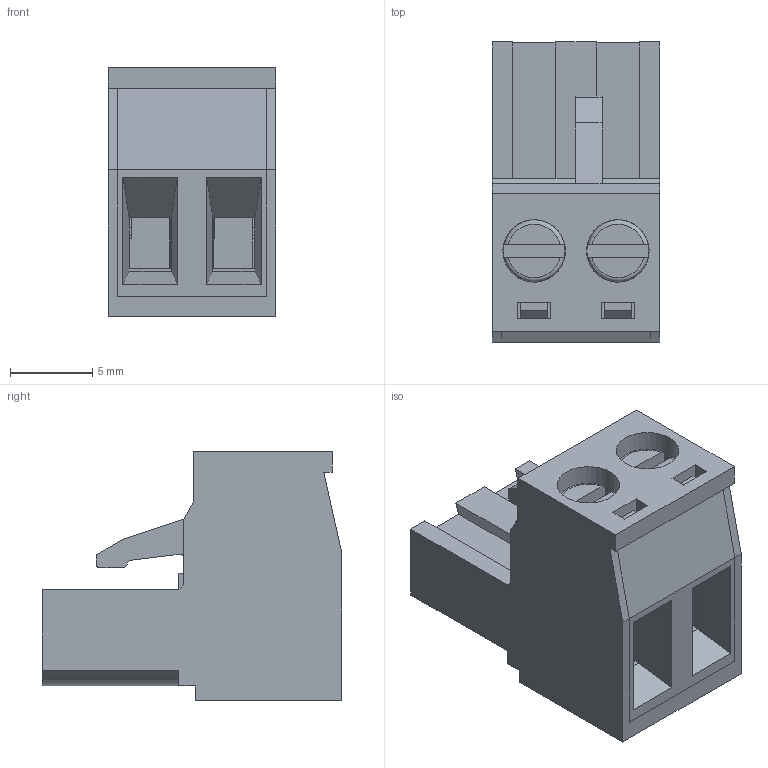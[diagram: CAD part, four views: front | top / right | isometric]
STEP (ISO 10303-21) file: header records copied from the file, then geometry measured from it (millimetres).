
FILE_DESCRIPTION( ( 'Unknown' ), '1' );
FILE_NAME( '691351500002.stp', 'Unknown', ( 'Unknown' ), ( 'Unknown' ), 'PSStep 14.0', 'Unknown', ' ' );
FILE_SCHEMA( ( 'AUTOMOTIVE_DESIGN { 1 0 10303 214 1 1 1 1 }' ) );
Length unit declared in the file: millimetre
Products named in the file (6): Assem1; 691340500002; 6913405000xx_CAGE; 6913405000xx_PIN; 6913405000xx_VISSE; 691340500002_CAPOT
Assembly tree (8 placements, depth 2):
  Assem1
    691340500002
    6913405000xx_CAGE  x2
    6913405000xx_PIN  x2
    6913405000xx_VISSE  x2
    691340500002_CAPOT
Bounding box: 10.16 x 18.2 x 15.1 mm (x, y, z)
Volume: 1226.3 mm3; surface area: 3421.8 mm2
Topology: 8 solids, 8 shells, 480 faces, 1307 edges, 854 vertices
Faces by surface type: plane 359, cylinder 111, torus 6, cone 4
Full cylindrical faces by diameter (mm): 1.5 x2, 2.5 x2, 2.9 x2, 2.95 x2, 3 x2, 3.75 x2, 3.8 x2
Entity records: 14089 total; most frequent: CARTESIAN_POINT 1995, ORIENTED_EDGE 1906, DIRECTION 1821, EDGE_CURVE 953, LINE 797, VECTOR 797, VERTEX_POINT 630, AXIS2_PLACEMENT_3D 512
